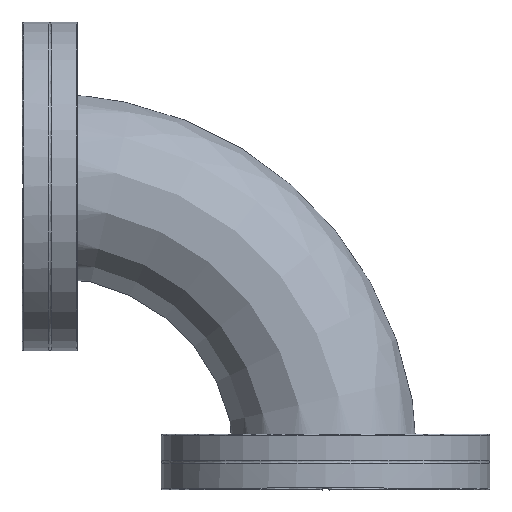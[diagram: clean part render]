
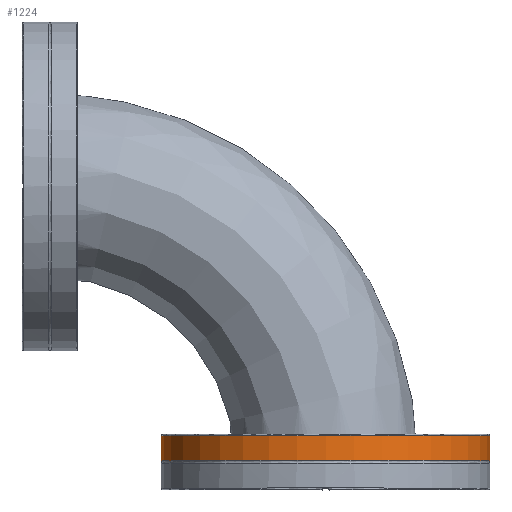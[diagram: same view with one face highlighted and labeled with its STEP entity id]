
A CAD part, top view. The second image highlights one B-rep face of the part: STEP entity #1224.
In plain terms, the highlighted cylindrical face has radius 56.75 mm (diameter 113.5 mm), a full revolution.
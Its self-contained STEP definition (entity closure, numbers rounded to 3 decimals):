
#118 = CARTESIAN_POINT ( 'NONE',  ( 0., 9.063, 0. ) ) ;
#380 = VERTEX_POINT ( 'NONE', #3978 ) ;
#473 = EDGE_LOOP ( 'NONE', ( #918 ) ) ;
#656 = DIRECTION ( 'NONE',  ( 0., 0., 1. ) ) ;
#918 = ORIENTED_EDGE ( 'NONE', *, *, #4087, .T. ) ;
#1224 = ADVANCED_FACE ( 'NONE', ( #1234, #3003 ), #2710, .T. ) ;
#1234 = FACE_OUTER_BOUND ( 'NONE', #473, .T. ) ;
#1239 = CARTESIAN_POINT ( 'NONE',  ( 0., 9.063, 56.75 ) ) ;
#1308 = DIRECTION ( 'NONE',  ( 0., 0., -1. ) ) ;
#1568 = AXIS2_PLACEMENT_3D ( 'NONE', #5123, #2009, #656 ) ;
#1659 = CIRCLE ( 'NONE', #1764, 56.75 ) ;
#1764 = AXIS2_PLACEMENT_3D ( 'NONE', #2095, #3290, #1308 ) ;
#1925 = AXIS2_PLACEMENT_3D ( 'NONE', #118, #4516, #3777 ) ;
#2009 = DIRECTION ( 'NONE',  ( 0., 1., 0. ) ) ;
#2095 = CARTESIAN_POINT ( 'NONE',  ( 0., 0.5, 0. ) ) ;
#2513 = EDGE_CURVE ( 'NONE', #380, #380, #1659, .T. ) ;
#2710 = CYLINDRICAL_SURFACE ( 'NONE', #1568, 56.75 ) ;
#2714 = VERTEX_POINT ( 'NONE', #1239 ) ;
#2772 = EDGE_LOOP ( 'NONE', ( #3836 ) ) ;
#3003 = FACE_OUTER_BOUND ( 'NONE', #2772, .T. ) ;
#3290 = DIRECTION ( 'NONE',  ( 0., -1., 0. ) ) ;
#3777 = DIRECTION ( 'NONE',  ( 0., 0., 1. ) ) ;
#3836 = ORIENTED_EDGE ( 'NONE', *, *, #2513, .F. ) ;
#3978 = CARTESIAN_POINT ( 'NONE',  ( 0., 0.5, -56.75 ) ) ;
#4087 = EDGE_CURVE ( 'NONE', #2714, #2714, #4217, .T. ) ;
#4217 = CIRCLE ( 'NONE', #1925, 56.75 ) ;
#4516 = DIRECTION ( 'NONE',  ( 0., -1., 0. ) ) ;
#5123 = CARTESIAN_POINT ( 'NONE',  ( 0., 0., 0. ) ) ;
